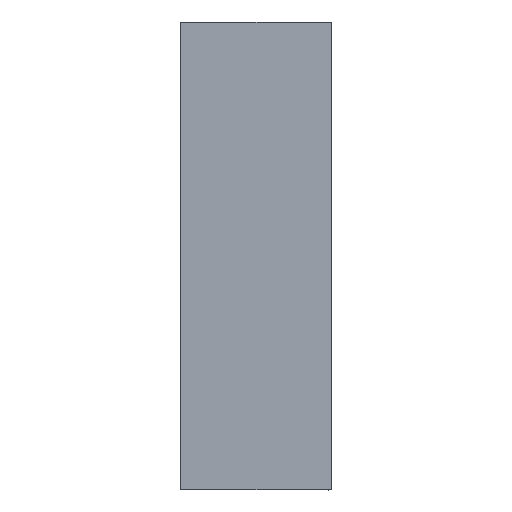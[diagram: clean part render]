
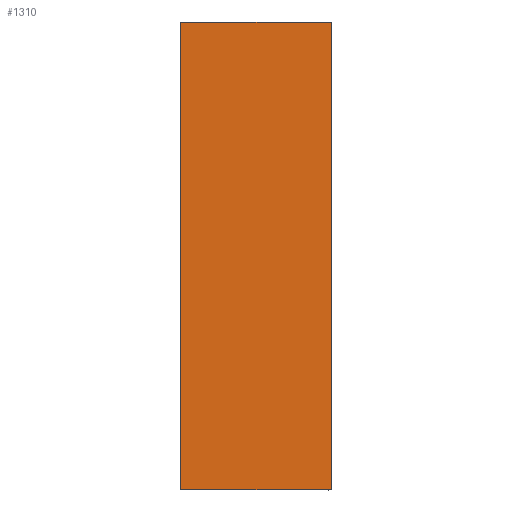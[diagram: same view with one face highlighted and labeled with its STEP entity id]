
A CAD part, top view. The second image highlights one B-rep face of the part: STEP entity #1310.
In plain terms, the highlighted planar face has unit normal (0, 0, 1).
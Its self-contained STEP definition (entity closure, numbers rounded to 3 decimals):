
#1297=AXIS2_PLACEMENT_3D('Plane Axis2P3D',#1294,#1295,#1296) ;
#337=CARTESIAN_POINT('Vertex',(0.,18.3,4.8)) ;
#340=CARTESIAN_POINT('Line Origine',(2.95,18.3,4.8)) ;
#344=CARTESIAN_POINT('Vertex',(5.9,18.3,4.8)) ;
#454=CARTESIAN_POINT('Vertex',(5.9,0.,4.8)) ;
#457=CARTESIAN_POINT('Line Origine',(2.95,0.,4.8)) ;
#461=CARTESIAN_POINT('Vertex',(0.,0.,4.8)) ;
#1282=CARTESIAN_POINT('Line Origine',(0.,9.15,4.8)) ;
#1294=CARTESIAN_POINT('Axis2P3D Location',(0.,9.15,4.8)) ;
#1299=CARTESIAN_POINT('Line Origine',(5.9,9.15,4.8)) ;
#341=DIRECTION('Vector Direction',(1.,0.,0.)) ;
#458=DIRECTION('Vector Direction',(1.,0.,0.)) ;
#1283=DIRECTION('Vector Direction',(0.,-1.,0.)) ;
#1295=DIRECTION('Axis2P3D Direction',(0.,0.,-1.)) ;
#1296=DIRECTION('Axis2P3D XDirection',(1.,0.,0.)) ;
#1300=DIRECTION('Vector Direction',(0.,-1.,0.)) ;
#342=VECTOR('Line Direction',#341,1.) ;
#459=VECTOR('Line Direction',#458,1.) ;
#1284=VECTOR('Line Direction',#1283,1.) ;
#1301=VECTOR('Line Direction',#1300,1.) ;
#1305=ORIENTED_EDGE('',*,*,#1303,.F.) ;
#1306=ORIENTED_EDGE('',*,*,#346,.T.) ;
#1307=ORIENTED_EDGE('',*,*,#1286,.T.) ;
#1308=ORIENTED_EDGE('',*,*,#463,.F.) ;
#1310=ADVANCED_FACE('S3D_gedreht',(#1309),#1298,.F.) ;
#346=EDGE_CURVE('',#345,#338,#343,.F.) ;
#463=EDGE_CURVE('',#455,#462,#460,.F.) ;
#1286=EDGE_CURVE('',#338,#462,#1285,.T.) ;
#1303=EDGE_CURVE('',#345,#455,#1302,.T.) ;
#1304=EDGE_LOOP('',(#1305,#1306,#1307,#1308)) ;
#1309=FACE_OUTER_BOUND('',#1304,.T.) ;
#343=LINE('Line',#340,#342) ;
#460=LINE('Line',#457,#459) ;
#1285=LINE('Line',#1282,#1284) ;
#1302=LINE('Line',#1299,#1301) ;
#1298=PLANE('',#1297) ;
#338=VERTEX_POINT('',#337) ;
#345=VERTEX_POINT('',#344) ;
#455=VERTEX_POINT('',#454) ;
#462=VERTEX_POINT('',#461) ;
